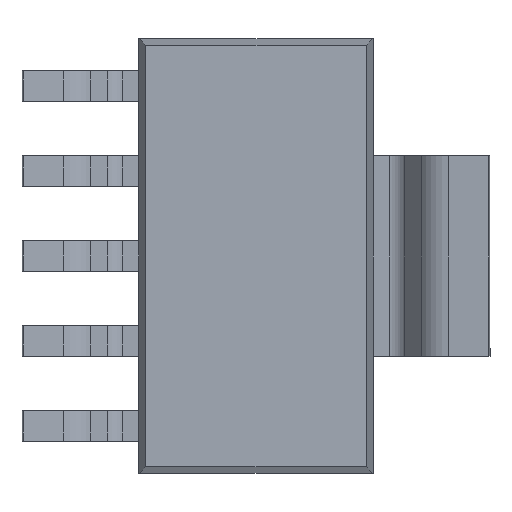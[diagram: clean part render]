
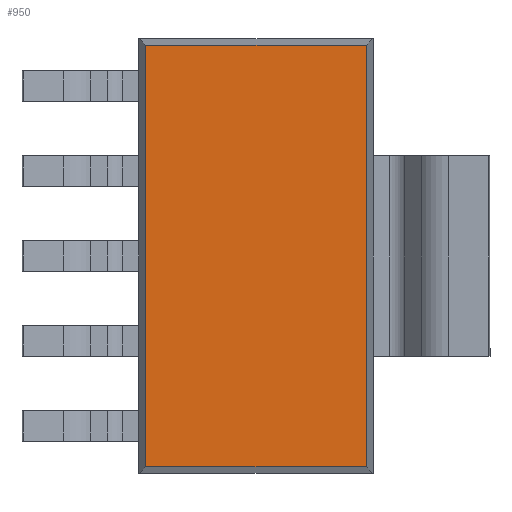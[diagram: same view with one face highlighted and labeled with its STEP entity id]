
A CAD part, front view. The second image highlights one B-rep face of the part: STEP entity #950.
In plain terms, the highlighted planar face has unit normal (0, -1, 0).
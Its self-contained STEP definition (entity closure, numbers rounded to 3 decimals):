
#211 = ORIENTED_EDGE ( 'NONE', *, *, #1057, .F. ) ;
#254 = LINE ( 'NONE', #2861, #1489 ) ;
#380 = CARTESIAN_POINT ( 'NONE',  ( 1.651, 0.1, 3.151 ) ) ;
#397 = VECTOR ( 'NONE', #2223, 1000. ) ;
#566 = DIRECTION ( 'NONE',  ( -1., 0., 0. ) ) ;
#676 = LINE ( 'NONE', #849, #397 ) ;
#849 = CARTESIAN_POINT ( 'NONE',  ( 1.651, 0.1, 3.25 ) ) ;
#887 = ORIENTED_EDGE ( 'NONE', *, *, #1775, .T. ) ;
#894 = CARTESIAN_POINT ( 'NONE',  ( 1.75, 0.1, 3.151 ) ) ;
#950 = ADVANCED_FACE ( 'NONE', ( #1907 ), #1253, .F. ) ;
#1035 = DIRECTION ( 'NONE',  ( 0., 1., 0. ) ) ;
#1057 = EDGE_CURVE ( 'NONE', #2776, #2221, #254, .T. ) ;
#1060 = VECTOR ( 'NONE', #1572, 1000. ) ;
#1100 = CARTESIAN_POINT ( 'NONE',  ( -1.651, 0.1, 3.25 ) ) ;
#1253 = PLANE ( 'NONE',  #1622 ) ;
#1269 = CARTESIAN_POINT ( 'NONE',  ( -1.651, 0.1, 3.151 ) ) ;
#1282 = EDGE_CURVE ( 'NONE', #2359, #2775, #1785, .T. ) ;
#1309 = DIRECTION ( 'NONE',  ( 0., 0., -1. ) ) ;
#1455 = CARTESIAN_POINT ( 'NONE',  ( -1.651, 0.1, 3.25 ) ) ;
#1489 = VECTOR ( 'NONE', #1514, 1000. ) ;
#1514 = DIRECTION ( 'NONE',  ( -1., 0., 0. ) ) ;
#1548 = EDGE_LOOP ( 'NONE', ( #211, #2503, #1674, #887 ) ) ;
#1572 = DIRECTION ( 'NONE',  ( -1., 0., 0. ) ) ;
#1622 = AXIS2_PLACEMENT_3D ( 'NONE', #1455, #1035, #566 ) ;
#1674 = ORIENTED_EDGE ( 'NONE', *, *, #1282, .T. ) ;
#1725 = CARTESIAN_POINT ( 'NONE',  ( -1.651, 0.1, -3.151 ) ) ;
#1775 = EDGE_CURVE ( 'NONE', #2775, #2221, #2383, .T. ) ;
#1785 = LINE ( 'NONE', #894, #1060 ) ;
#1815 = VECTOR ( 'NONE', #1309, 1000. ) ;
#1907 = FACE_OUTER_BOUND ( 'NONE', #1548, .T. ) ;
#2221 = VERTEX_POINT ( 'NONE', #1725 ) ;
#2223 = DIRECTION ( 'NONE',  ( 0., 0., -1. ) ) ;
#2359 = VERTEX_POINT ( 'NONE', #380 ) ;
#2371 = EDGE_CURVE ( 'NONE', #2359, #2776, #676, .T. ) ;
#2383 = LINE ( 'NONE', #1100, #1815 ) ;
#2503 = ORIENTED_EDGE ( 'NONE', *, *, #2371, .F. ) ;
#2611 = CARTESIAN_POINT ( 'NONE',  ( 1.651, 0.1, -3.151 ) ) ;
#2775 = VERTEX_POINT ( 'NONE', #1269 ) ;
#2776 = VERTEX_POINT ( 'NONE', #2611 ) ;
#2861 = CARTESIAN_POINT ( 'NONE',  ( 1.75, 0.1, -3.151 ) ) ;
